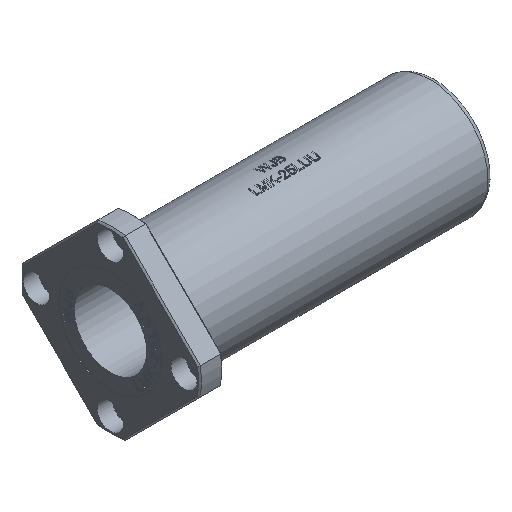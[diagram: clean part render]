
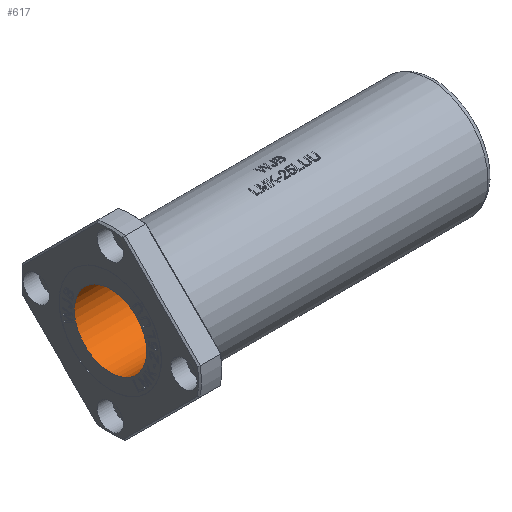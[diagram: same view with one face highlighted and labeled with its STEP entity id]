
A CAD part, isometric view. The second image highlights one B-rep face of the part: STEP entity #617.
In plain terms, the highlighted cylindrical face has radius 12.5 mm (diameter 25 mm), a full revolution.
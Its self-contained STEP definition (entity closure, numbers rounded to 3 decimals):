
#549=CYLINDRICAL_SURFACE('',#7076,12.5);
#617=ADVANCED_FACE('',(#1826,#1827),#549,.F.);
#1241=CIRCLE('',#7020,12.5);
#1326=B_SPLINE_CURVE_WITH_KNOTS('',3,(#9232,#9233,#9234,#9235,#9236,#9237,
#9238,#9239,#9240,#9241),.UNSPECIFIED.,.F.,.F.,(4,2,2,2,4),(0.,0.25,0.5,
0.75,1.),.UNSPECIFIED.);
#1327=B_SPLINE_CURVE_WITH_KNOTS('',3,(#9244,#9245,#9246,#9247,#9248,#9249,
#9250,#9251,#9252,#9253),.UNSPECIFIED.,.F.,.F.,(4,2,2,2,4),(0.,0.25,0.5,
0.75,1.),.UNSPECIFIED.);
#1826=FACE_BOUND('',#1934,.T.);
#1827=FACE_BOUND('',#1935,.T.);
#1934=EDGE_LOOP('',(#2656));
#1935=EDGE_LOOP('',(#2657,#2658));
#2656=ORIENTED_EDGE('',*,*,#4988,.F.);
#2657=ORIENTED_EDGE('',*,*,#5068,.F.);
#2658=ORIENTED_EDGE('',*,*,#5067,.F.);
#4321=VERTEX_POINT('',#8888);
#4400=VERTEX_POINT('',#9242);
#4401=VERTEX_POINT('',#9243);
#4988=EDGE_CURVE('',#4321,#4321,#1241,.T.);
#5067=EDGE_CURVE('',#4400,#4401,#1326,.T.);
#5068=EDGE_CURVE('',#4401,#4400,#1327,.T.);
#7020=AXIS2_PLACEMENT_3D('',#8887,#7414,#7415);
#7076=AXIS2_PLACEMENT_3D('',#10507,#7681,#7682);
#7414=DIRECTION('',(-1.,0.,0.));
#7415=DIRECTION('',(0.,0.,-1.));
#7681=DIRECTION('',(-1.,0.,0.));
#7682=DIRECTION('',(0.,0.,1.));
#8887=CARTESIAN_POINT('',(111.9,0.,0.));
#8888=CARTESIAN_POINT('',(111.9,0.,-12.5));
#9232=CARTESIAN_POINT('',(0.1,0.,-12.5));
#9233=CARTESIAN_POINT('',(0.1,3.316,-12.5));
#9234=CARTESIAN_POINT('',(0.1,6.495,-11.182));
#9235=CARTESIAN_POINT('',(0.1,11.183,-6.495));
#9236=CARTESIAN_POINT('',(0.1,12.5,-3.314));
#9237=CARTESIAN_POINT('',(0.1,12.5,3.314));
#9238=CARTESIAN_POINT('',(0.1,11.182,6.495));
#9239=CARTESIAN_POINT('',(0.1,6.495,11.183));
#9240=CARTESIAN_POINT('',(0.1,3.316,12.5));
#9241=CARTESIAN_POINT('',(0.1,0.,12.5));
#9242=CARTESIAN_POINT('',(0.1,0.,-12.5));
#9243=CARTESIAN_POINT('',(0.1,0.,12.5));
#9244=CARTESIAN_POINT('',(0.1,0.,12.5));
#9245=CARTESIAN_POINT('',(0.1,-3.316,12.5));
#9246=CARTESIAN_POINT('',(0.1,-6.495,11.182));
#9247=CARTESIAN_POINT('',(0.1,-11.183,6.495));
#9248=CARTESIAN_POINT('',(0.1,-12.5,3.314));
#9249=CARTESIAN_POINT('',(0.1,-12.5,-3.314));
#9250=CARTESIAN_POINT('',(0.1,-11.182,-6.495));
#9251=CARTESIAN_POINT('',(0.1,-6.495,-11.183));
#9252=CARTESIAN_POINT('',(0.1,-3.316,-12.5));
#9253=CARTESIAN_POINT('',(0.1,0.,-12.5));
#10507=CARTESIAN_POINT('',(57.9,0.,0.));
